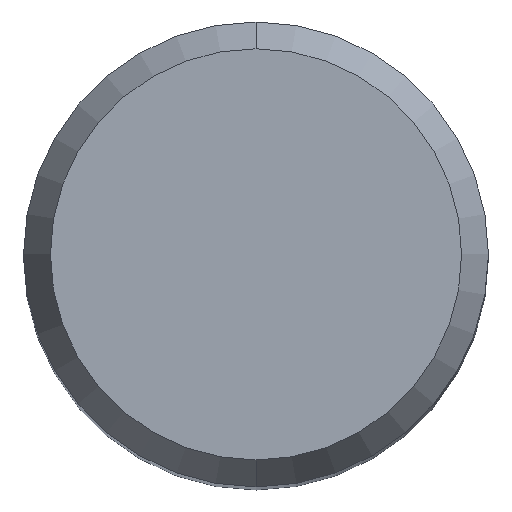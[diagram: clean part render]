
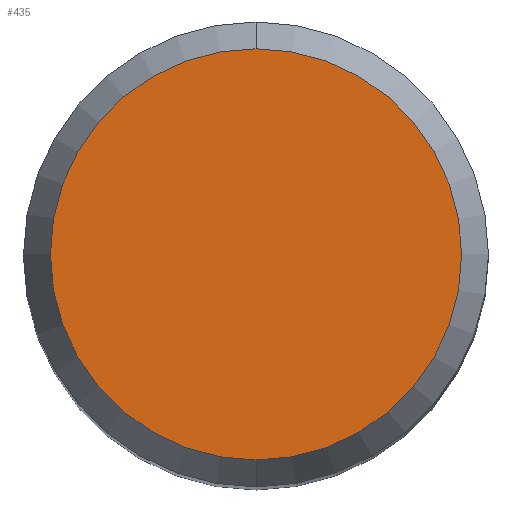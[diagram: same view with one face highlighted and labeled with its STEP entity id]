
A CAD part, top view. The second image highlights one B-rep face of the part: STEP entity #435.
In plain terms, the highlighted planar face has unit normal (0, 0, 1).
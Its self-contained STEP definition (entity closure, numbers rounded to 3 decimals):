
#249=VERTEX_POINT('',#547);
#271=VERTEX_POINT('',#570);
#407=EDGE_CURVE('',#249,#271,#720,.T.);
#435=ADVANCED_FACE('',(#753),#754,.T.);
#437=EDGE_CURVE('',#271,#249,#756,.T.);
#547=CARTESIAN_POINT('',(0.,-4.423,0.0));
#570=CARTESIAN_POINT('',(0.0,4.423,0.0));
#720=CIRCLE('',#1317,4.423);
#753=FACE_OUTER_BOUND('',#1405,.T.);
#754=PLANE('',#1406);
#756=CIRCLE('',#1409,4.423);
#1317=AXIS2_PLACEMENT_3D('',#1694,#1695,#1696);
#1405=EDGE_LOOP('',(#1741,#1742));
#1406=AXIS2_PLACEMENT_3D('',#1743,#1744,#1745);
#1409=AXIS2_PLACEMENT_3D('',#1746,#1747,#1748);
#1694=CARTESIAN_POINT('',(0.0,0.0,0.0));
#1695=DIRECTION('',(0.0,0.0,-1.0));
#1696=DIRECTION('',(0.0,1.0,0.0));
#1741=ORIENTED_EDGE('',*,*,#437,.F.);
#1742=ORIENTED_EDGE('',*,*,#407,.F.);
#1743=CARTESIAN_POINT('',(0.0,2.211,0.0));
#1744=DIRECTION('',(-0.0,0.0,1.0));
#1745=DIRECTION('',(0.0,-1.0,0.0));
#1746=CARTESIAN_POINT('',(0.0,0.0,0.0));
#1747=DIRECTION('',(0.0,0.0,-1.0));
#1748=DIRECTION('',(0.0,1.0,0.0));
